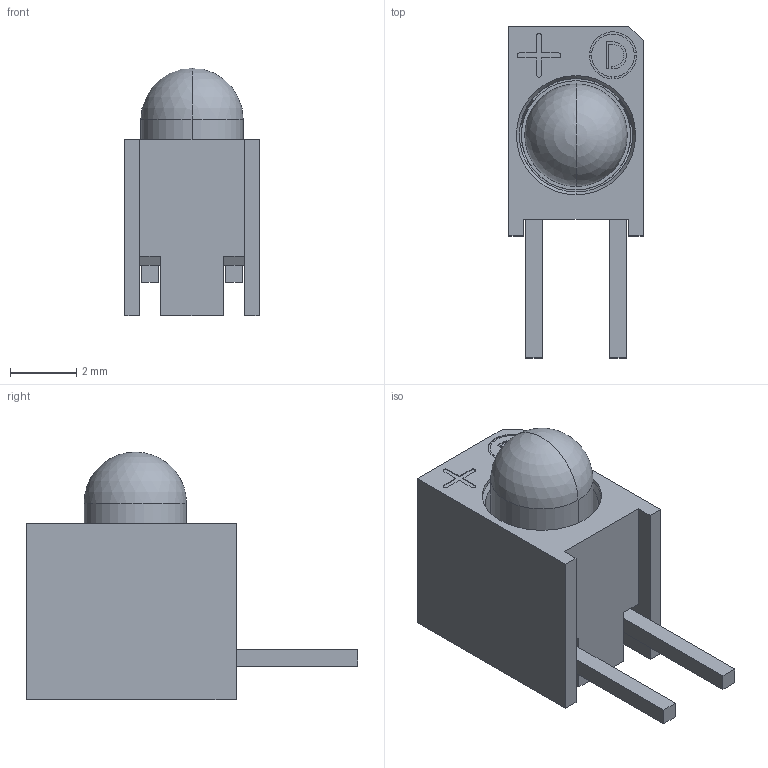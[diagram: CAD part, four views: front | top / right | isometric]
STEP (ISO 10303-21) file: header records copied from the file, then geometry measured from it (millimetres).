
FILE_DESCRIPTION((''),'2;1');
FILE_NAME('551XX09F_SW0001','2022-08-02T09:47:27',('ldichoso'),(''),'CREO PARAMETRIC BY PTC INC, 2021304','CREO PARAMETRIC BY PTC INC, 2021304','');
FILE_SCHEMA(('CONFIG_CONTROL_DESIGN'));
Length unit declared in the file: inch
Products named in the file (1): 551XX09F_SW0001
Bounding box: 4.06 x 10.03 x 7.49 mm (x, y, z)
Volume: 117.9 mm3; surface area: 309.5 mm2
Topology: 1 solids, 1 shells, 110 faces, 298 edges, 187 vertices
Faces by surface type: plane 84, cylinder 22, cone 2, sphere 2
Entity records: 3450 total; most frequent: CARTESIAN_POINT 605, ORIENTED_EDGE 592, DIRECTION 566, EDGE_CURVE 296, VECTOR 238, LINE 238, VERTEX_POINT 187, AXIS2_PLACEMENT_3D 164
